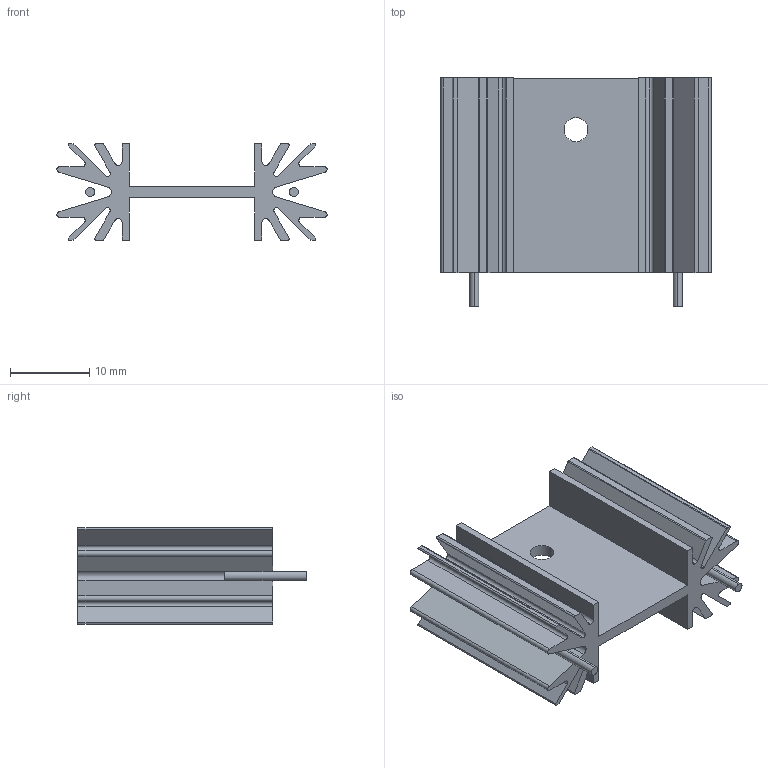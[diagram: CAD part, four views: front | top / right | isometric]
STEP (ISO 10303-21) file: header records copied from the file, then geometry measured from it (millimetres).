
FILE_DESCRIPTION (( 'STEP AP214' ), '1' );
FILE_NAME ('眛-247 冓儰僗闉 #2.STEP', '2024-10-25T07:30:28', ( '' ), ( '' ), 'SwSTEP 2.0', 'SolidWorks 2021', '' );
FILE_SCHEMA (( 'AUTOMOTIVE_DESIGN' ));
Length unit declared in the file: millimetre
Products named in the file (1): 眛-247 冓儰僗闉 #2
Bounding box: 34 x 28.7 x 12.1 mm (x, y, z)
Volume: 3185.7 mm3; surface area: 5026.3 mm2
Topology: 3 solids, 3 shells, 96 faces, 270 edges, 180 vertices
Faces by surface type: plane 52, cylinder 44
Entity records: 3178 total; most frequent: DIRECTION 552, CARTESIAN_POINT 547, ORIENTED_EDGE 540, EDGE_CURVE 270, AXIS2_PLACEMENT_3D 185, LINE 182, VECTOR 182, VERTEX_POINT 180
